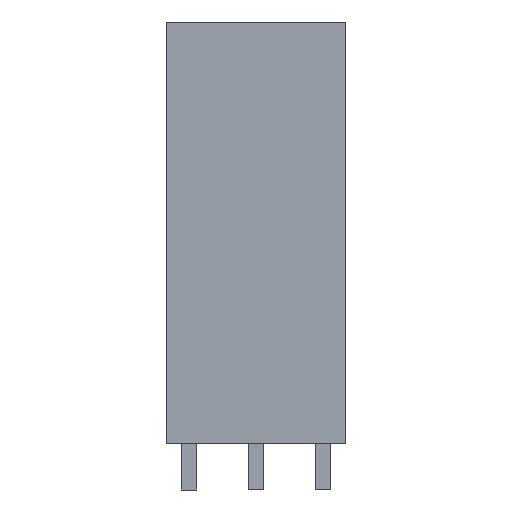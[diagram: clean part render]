
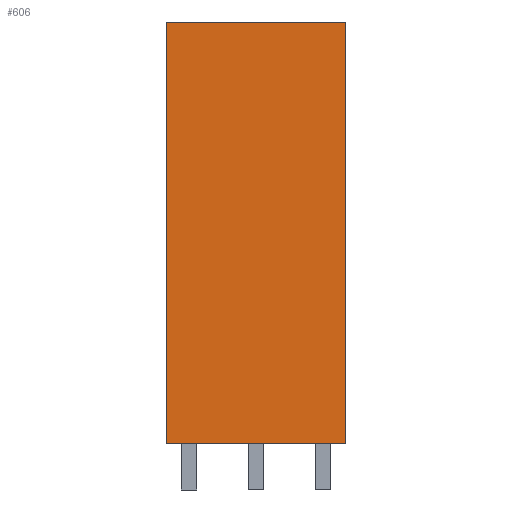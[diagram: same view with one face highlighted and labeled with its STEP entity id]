
A CAD part, left-side view. The second image highlights one B-rep face of the part: STEP entity #606.
In plain terms, the highlighted planar face has unit normal (-1, 0, 0).
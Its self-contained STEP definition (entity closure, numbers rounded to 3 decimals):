
#586=AXIS2_PLACEMENT_3D('Plane Axis2P3D',#583,#584,#585) ;
#42=CARTESIAN_POINT('Vertex',(0.,0.,3.5)) ;
#45=CARTESIAN_POINT('Line Origine',(0.,6.8,3.5)) ;
#49=CARTESIAN_POINT('Vertex',(0.,13.6,3.5)) ;
#202=CARTESIAN_POINT('Line Origine',(0.,0.,19.5)) ;
#206=CARTESIAN_POINT('Vertex',(0.,0.,35.5)) ;
#583=CARTESIAN_POINT('Axis2P3D Location',(0.,0.,35.5)) ;
#588=CARTESIAN_POINT('Line Origine',(0.,6.8,35.5)) ;
#592=CARTESIAN_POINT('Vertex',(0.,13.6,35.5)) ;
#595=CARTESIAN_POINT('Line Origine',(0.,13.6,19.5)) ;
#46=DIRECTION('Vector Direction',(0.,-1.,0.)) ;
#203=DIRECTION('Vector Direction',(0.,0.,1.)) ;
#584=DIRECTION('Axis2P3D Direction',(-1.,0.,0.)) ;
#585=DIRECTION('Axis2P3D XDirection',(0.,1.,0.)) ;
#589=DIRECTION('Vector Direction',(0.,1.,0.)) ;
#596=DIRECTION('Vector Direction',(0.,0.,-1.)) ;
#47=VECTOR('Line Direction',#46,1.) ;
#204=VECTOR('Line Direction',#203,1.) ;
#590=VECTOR('Line Direction',#589,1.) ;
#597=VECTOR('Line Direction',#596,1.) ;
#601=ORIENTED_EDGE('',*,*,#51,.T.) ;
#602=ORIENTED_EDGE('',*,*,#208,.T.) ;
#603=ORIENTED_EDGE('',*,*,#594,.T.) ;
#604=ORIENTED_EDGE('',*,*,#599,.T.) ;
#606=ADVANCED_FACE('HOUSING',(#605),#587,.T.) ;
#51=EDGE_CURVE('',#50,#43,#48,.T.) ;
#208=EDGE_CURVE('',#43,#207,#205,.T.) ;
#594=EDGE_CURVE('',#207,#593,#591,.T.) ;
#599=EDGE_CURVE('',#593,#50,#598,.T.) ;
#600=EDGE_LOOP('',(#601,#602,#603,#604)) ;
#605=FACE_OUTER_BOUND('',#600,.T.) ;
#48=LINE('Line',#45,#47) ;
#205=LINE('Line',#202,#204) ;
#591=LINE('Line',#588,#590) ;
#598=LINE('Line',#595,#597) ;
#587=PLANE('',#586) ;
#43=VERTEX_POINT('',#42) ;
#50=VERTEX_POINT('',#49) ;
#207=VERTEX_POINT('',#206) ;
#593=VERTEX_POINT('',#592) ;
